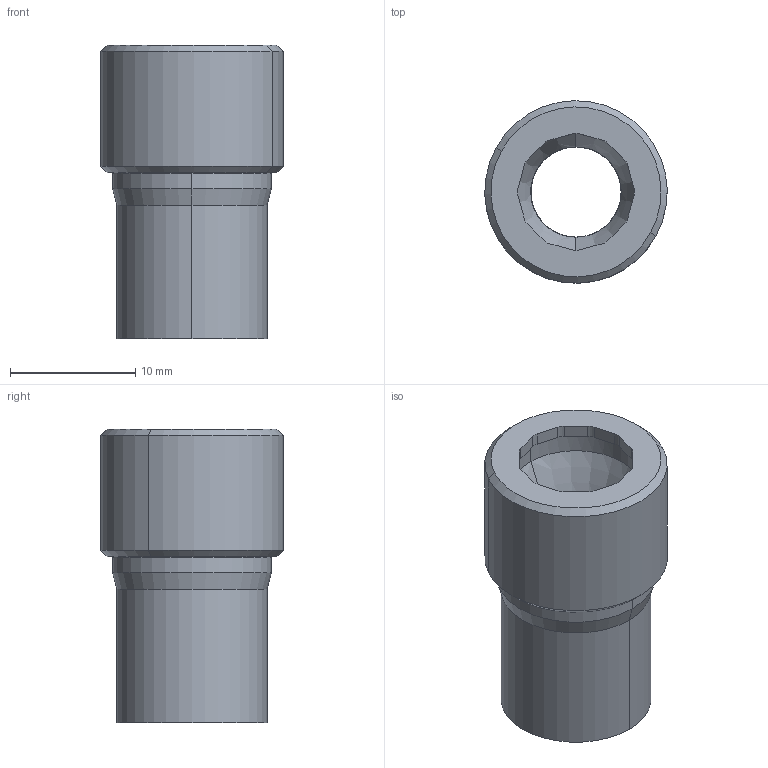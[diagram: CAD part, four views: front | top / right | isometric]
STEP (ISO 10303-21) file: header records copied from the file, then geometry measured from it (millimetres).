
FILE_DESCRIPTION(('CATIA V5 STEP Exchange','CAx-IF Rec.Pracs.--- Model Styling and Organization---1.4--- 2014-01-23'),'2;1');
FILE_NAME ('427115-2_2', '2019-10-26T06:39:53+00:00', ('none'), ('Weidmueller'), 'CATIA Version 5-6 Release 2016 SP3 HF44', 'CATIA V5 STEP AP214', 'none');
FILE_SCHEMA(('AUTOMOTIVE_DESIGN { 1 0 10303 214 1 1 1 1 }'));
Length unit declared in the file: millimetre
Products named in the file (1): 2566080000
Bounding box: 14.6 x 14.6 x 23.5 mm (x, y, z)
Volume: 1346.6 mm3; surface area: 2526.3 mm2
Topology: 1 solids, 2 shells, 80 faces, 187 edges, 114 vertices
Faces by surface type: cylinder 33, plane 19, torus 16, cone 12
Entity records: 2314 total; most frequent: CARTESIAN_POINT 500, ORIENTED_EDGE 374, DIRECTION 334, EDGE_CURVE 187, AXIS2_PLACEMENT_3D 175, VERTEX_POINT 114, CIRCLE 96, EDGE_LOOP 87
